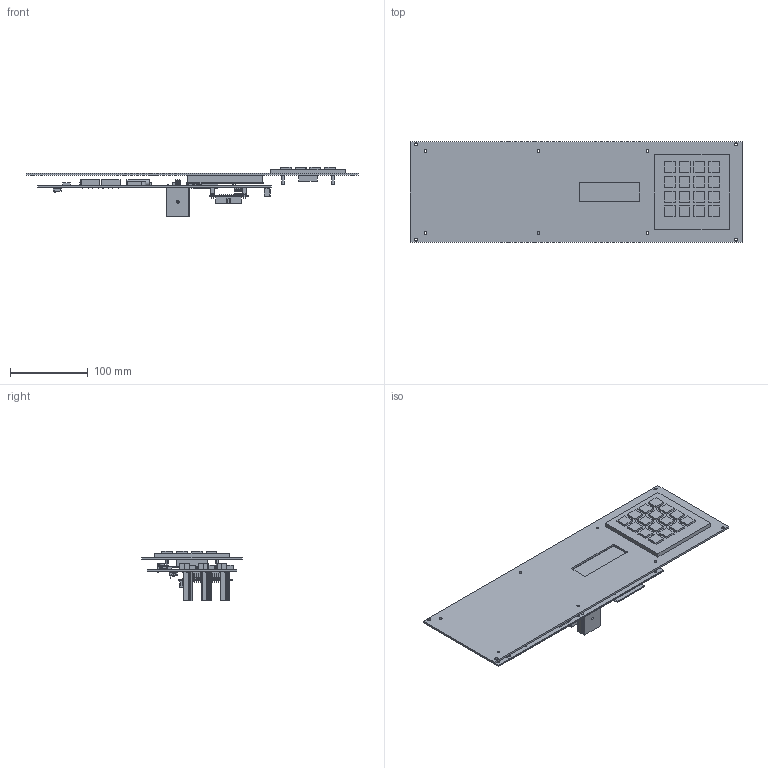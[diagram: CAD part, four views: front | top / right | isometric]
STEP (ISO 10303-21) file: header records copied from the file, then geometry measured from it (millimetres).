
FILE_DESCRIPTION(('Open CASCADE Model'),'2;1');
FILE_NAME('Open CASCADE Shape Model','2017-06-01T16:30:16',('Author'),( 'Open CASCADE'),'Open CASCADE STEP processor 6.8','Open CASCADE 6.8' ,'Unknown');
FILE_SCHEMA(('AUTOMOTIVE_DESIGN { 1 0 10303 214 1 1 1 1 }'));
Length unit declared in the file: millimetre
Products named in the file (306): PCB; Board; X7; 901361103; Open CASCADE STEP translator 6.8 1.2.1.1; Open CASCADE STEP translator 6.8 1.2.1.2; X6; 901361102; Open CASCADE STEP translator 6.8 1.3.1.1; Open CASCADE STEP translator 6.8 1.3.1.2; R70; 1029074256; Extruded; R69; 1029074120; R68; R67; R66; Q10; 1029074392; L7; D13; C66; 1029074528; C65; F1; 1029074936; M3; v6560x; M2; M1; C1; 1029064192; C2; C3; C4; C5; C6; C7; C8 ...
Assembly tree (543 placements, depth 6):
  PCB
    Board
    X7
      901361103
        Open CASCADE STEP translator 6.8 1.2.1.1
        Open CASCADE STEP translator 6.8 1.2.1.2
    X6
      901361102
        Open CASCADE STEP translator 6.8 1.3.1.1
        Open CASCADE STEP translator 6.8 1.3.1.2
    R70
      1029074256
        Extruded
    R69
      1029074120
        Extruded
    R68
      1029074120
        Extruded
    R67
      1029074120
        Extruded
    R66
      1029074120
        Extruded
    Q10
      1029074392
        Extruded
    L7
      1029074120
        Extruded
    D13
      1029074392
        Extruded
    C66
      1029074528
        Extruded
    C65
      1029074528
        Extruded
    F1
      1029074936
        Extruded
    M3
      v6560x
    M2
      v6560x
    M1
      v6560x
    C1
      1029064192
        Extruded
    C2
      1029074528
        Extruded
    C3
      1029074528
        Extruded
    C4
      1029064192
Bounding box: 426.52 x 128.7 x 63.77 mm (x, y, z)
Volume: 403720.4 mm3; surface area: 336027.9 mm2
Topology: 428 solids, 431 shells, 13336 faces, 32679 edges, 20542 vertices
Faces by surface type: plane 9310, cylinder 1953, bspline 1510, torus 275, sphere 270, extrusion 16, cone 2
Full cylindrical faces by diameter (mm): 0.13 x206, 0.5 x1, 0.562 x1, 0.7 x25, 0.89 x15, 1 x93, 1.07 x8, 1.1 x28, 1.3 x9, 2.5 x4, 2.7 x6, 3 x13, 3.5 x6, 5.688 x1, 6.5 x1, 7.9 x3, 11.44 x3
Entity records: 250861 total; most frequent: CARTESIAN_POINT 70369, ORIENTED_EDGE 30955, DIRECTION 29472, EDGE_CURVE 15480, VECTOR 12180, LINE 12164, VERTEX_POINT 9613, AXIS2_PLACEMENT_3D 8646
